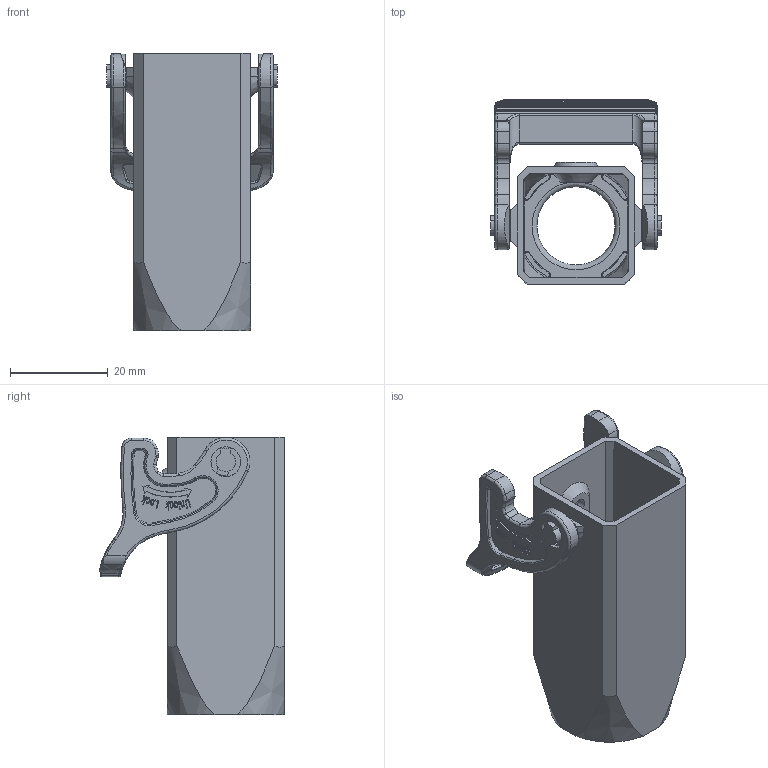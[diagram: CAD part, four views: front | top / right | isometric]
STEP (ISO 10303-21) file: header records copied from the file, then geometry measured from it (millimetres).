
FILE_DESCRIPTION(/* description */ (''),/* implementation_level */ '2;1');
FILE_NAME(/* name */ 'H3A.P-CCT-1L-XXX.stp',/* time_stamp */ '2024-07-09T07:36:52+08:00',/* author */ (''),/* organization */ (''),/* preprocessor_version */ 'ST-DEVELOPER v16',/* originating_system */ 'SIEMENS PLM Software NX 10.0',/* authorisation */ '');
FILE_SCHEMA (('AUTOMOTIVE_DESIGN { 1 0 10303 214 3 1 1 1 }'));
Length unit declared in the file: millimetre
Products named in the file (1): Admi197C06CA4hlp
Bounding box: 35 x 37.85 x 56.8 mm (x, y, z)
Volume: 12073.9 mm3; surface area: 14230.2 mm2
Topology: 1 solids, 1 shells, 644 faces, 1721 edges, 1114 vertices
Faces by surface type: bspline 240, plane 183, cylinder 80, torus 66, cone 55, extrusion 20
Full cylindrical faces by diameter (mm): 3.2 x1, 4 x2, 5.8 x1, 6.1 x2, 15.999 x1, 18.5 x1
Entity records: 27525 total; most frequent: CARTESIAN_POINT 13598, ORIENTED_EDGE 3388, DIRECTION 2087, EDGE_CURVE 1694, VERTEX_POINT 1101, B_SPLINE_CURVE_WITH_KNOTS 844, AXIS2_PLACEMENT_3D 821, EDGE_LOOP 703
